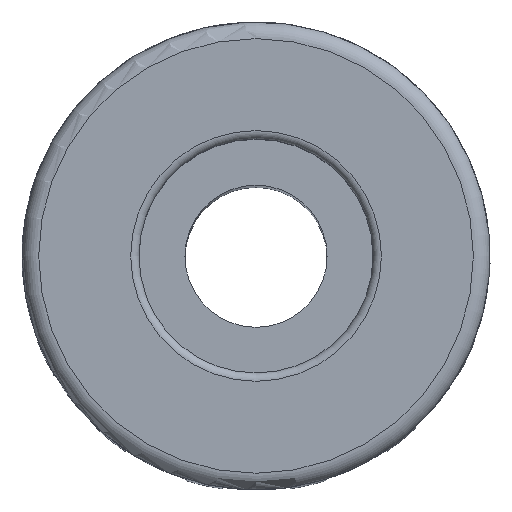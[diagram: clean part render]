
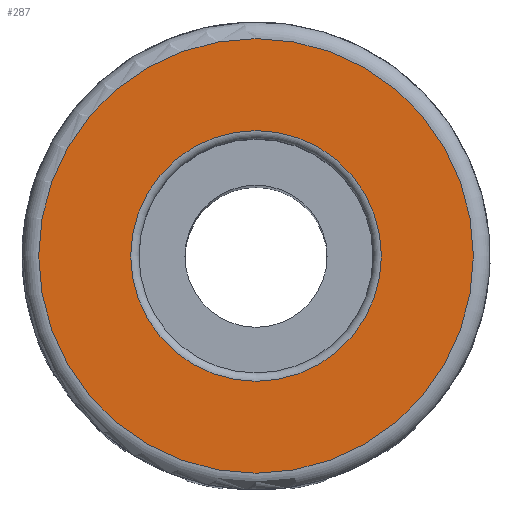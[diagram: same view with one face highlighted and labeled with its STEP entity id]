
A CAD part, top view. The second image highlights one B-rep face of the part: STEP entity #287.
In plain terms, the highlighted planar face has unit normal (0, 0, 1).
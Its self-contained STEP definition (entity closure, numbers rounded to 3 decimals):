
#287 = ADVANCED_FACE( '', ( #605, #606 ), #607, .F. );
#605 = FACE_BOUND( '', #950, .T. );
#606 = FACE_OUTER_BOUND( '', #951, .T. );
#607 = PLANE( '', #952 );
#950 = EDGE_LOOP( '', ( #1751 ) );
#951 = EDGE_LOOP( '', ( #1752 ) );
#952 = AXIS2_PLACEMENT_3D( '', #1753, #1754, #1755 );
#1751 = ORIENTED_EDGE( '', *, *, #2399, .T. );
#1752 = ORIENTED_EDGE( '', *, *, #2442, .T. );
#1753 = CARTESIAN_POINT( '', ( 0., 14., 88. ) );
#1754 = DIRECTION( '', ( 0., 0., -1. ) );
#1755 = DIRECTION( '', ( -1., 0., 0. ) );
#2399 = EDGE_CURVE( '', #2997, #2997, #2998, .T. );
#2442 = EDGE_CURVE( '', #3052, #3052, #3053, .F. );
#2997 = VERTEX_POINT( '', #4236 );
#2998 = CIRCLE( '', #4237, 7.5 );
#3052 = VERTEX_POINT( '', #4426 );
#3053 = CIRCLE( '', #4427, 13. );
#4236 = CARTESIAN_POINT( '', ( -7.5, 0., 88. ) );
#4237 = AXIS2_PLACEMENT_3D( '', #5006, #5007, #5008 );
#4426 = CARTESIAN_POINT( '', ( -13., 0., 88. ) );
#4427 = AXIS2_PLACEMENT_3D( '', #5044, #5045, #5046 );
#5006 = CARTESIAN_POINT( '', ( 0., 0., 88. ) );
#5007 = DIRECTION( '', ( 0., 0., -1. ) );
#5008 = DIRECTION( '', ( -1., 0., 0. ) );
#5044 = CARTESIAN_POINT( '', ( 0., 0., 88. ) );
#5045 = DIRECTION( '', ( 0., 0., -1. ) );
#5046 = DIRECTION( '', ( -1., 0., 0. ) );
